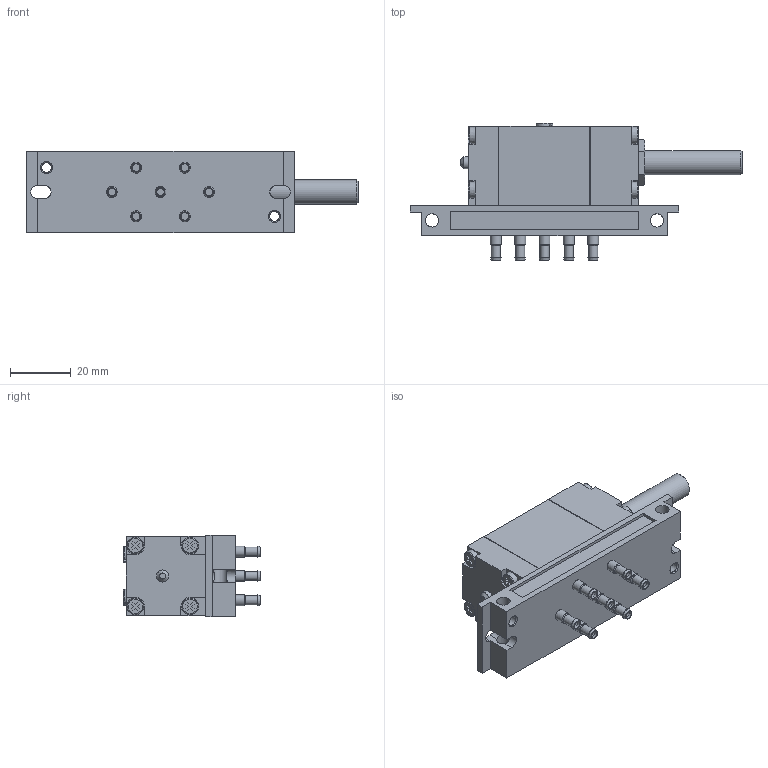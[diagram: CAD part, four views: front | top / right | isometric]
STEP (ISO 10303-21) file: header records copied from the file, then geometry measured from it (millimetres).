
FILE_DESCRIPTION(/* description */ ('STEP AP214'),/* implementation_level */ '2;1');
FILE_NAME(/* name */ '11546_MFH-5-PK-3-L',/* time_stamp */ '2024-09-05T10:20:12+02:00',/* author */ ('License CC BY-ND 4.0'),/* organization */ ('CADENAS'),/* preprocessor_version */ 'ST-DEVELOPER v19.3',/* originating_system */ 'PARTsolutions',/* authorisation */ ' ');
FILE_SCHEMA (('AUTOMOTIVE_DESIGN {1 0 10303 214 3 1 1}'));
Length unit declared in the file: millimetre
Products named in the file (1): 11546 MFH-5-PK-3-L
Bounding box: 109.25 x 45.3 x 26.8 mm (x, y, z)
Volume: 59696.9 mm3; surface area: 14817.8 mm2
Topology: 1 solids, 1 shells, 333 faces, 824 edges, 536 vertices
Faces by surface type: plane 230, cylinder 50, cone 39, torus 14
Full cylindrical faces by diameter (mm): 2.5 x7, 3 x7, 3.242 x4, 3.6 x7, 4 x1, 4.134 x1, 4.4 x2, 6 x2, 8 x1
Entity records: 11867 total; most frequent: CARTESIAN_POINT 1817, DIRECTION 1536, ORIENTED_EDGE 1488, EDGE_CURVE 744, LINE 540, VECTOR 540, VERTEX_POINT 531, AXIS2_PLACEMENT_3D 498
